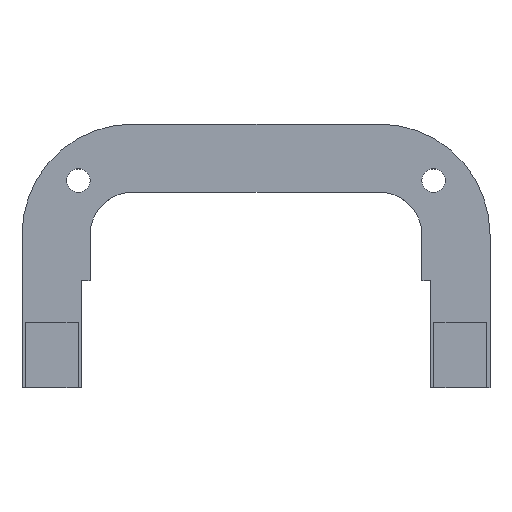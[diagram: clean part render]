
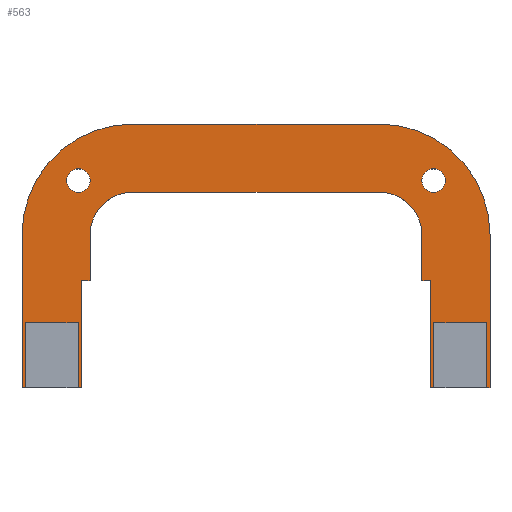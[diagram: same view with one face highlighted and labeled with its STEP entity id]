
A CAD part, top view. The second image highlights one B-rep face of the part: STEP entity #563.
In plain terms, the highlighted planar face has unit normal (0, 0, 1).
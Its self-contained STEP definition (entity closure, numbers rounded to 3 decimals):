
#17=FACE_BOUND('',#94,.T.);
#18=FACE_BOUND('',#95,.T.);
#19=CIRCLE('',#592,10.);
#21=CIRCLE('',#596,10.);
#23=CIRCLE('',#600,26.);
#25=CIRCLE('',#604,26.);
#28=CIRCLE('',#608,2.75);
#30=CIRCLE('',#611,2.75);
#63=FACE_OUTER_BOUND('',#93,.T.);
#93=EDGE_LOOP('',(#485,#486,#487,#488,#489,#490,#491,#492,#493,#494,#495,
#496,#497,#498,#499,#500,#501,#502,#503,#504,#505,#506,#507,#508));
#94=EDGE_LOOP('',(#509));
#95=EDGE_LOOP('',(#510));
#100=LINE('',#776,#166);
#105=LINE('',#787,#171);
#107=LINE('',#790,#173);
#108=LINE('',#793,#174);
#112=LINE('',#800,#178);
#116=LINE('',#809,#182);
#121=LINE('',#820,#187);
#123=LINE('',#823,#189);
#124=LINE('',#826,#190);
#128=LINE('',#833,#194);
#131=LINE('',#839,#197);
#133=LINE('',#845,#199);
#137=LINE('',#857,#203);
#141=LINE('',#869,#207);
#145=LINE('',#881,#211);
#156=LINE('',#912,#222);
#157=LINE('',#915,#223);
#159=LINE('',#919,#225);
#161=LINE('',#922,#227);
#162=LINE('',#924,#228);
#166=VECTOR('',#626,10.);
#171=VECTOR('',#635,10.);
#173=VECTOR('',#639,10.);
#174=VECTOR('',#642,10.);
#178=VECTOR('',#646,10.);
#182=VECTOR('',#652,10.);
#187=VECTOR('',#661,10.);
#189=VECTOR('',#665,10.);
#190=VECTOR('',#668,10.);
#194=VECTOR('',#672,10.);
#197=VECTOR('',#677,10.);
#199=VECTOR('',#681,10.);
#203=VECTOR('',#693,10.);
#207=VECTOR('',#705,10.);
#211=VECTOR('',#717,10.);
#222=VECTOR('',#750,10.);
#223=VECTOR('',#753,10.);
#225=VECTOR('',#757,10.);
#227=VECTOR('',#761,10.);
#228=VECTOR('',#764,10.);
#230=VERTEX_POINT('',#770);
#232=VERTEX_POINT('',#774);
#235=VERTEX_POINT('',#784);
#236=VERTEX_POINT('',#786);
#237=VERTEX_POINT('',#792);
#240=VERTEX_POINT('',#798);
#242=VERTEX_POINT('',#803);
#244=VERTEX_POINT('',#807);
#247=VERTEX_POINT('',#817);
#248=VERTEX_POINT('',#819);
#249=VERTEX_POINT('',#825);
#252=VERTEX_POINT('',#831);
#254=VERTEX_POINT('',#837);
#256=VERTEX_POINT('',#842);
#257=VERTEX_POINT('',#844);
#259=VERTEX_POINT('',#850);
#261=VERTEX_POINT('',#856);
#263=VERTEX_POINT('',#862);
#265=VERTEX_POINT('',#868);
#267=VERTEX_POINT('',#874);
#269=VERTEX_POINT('',#880);
#272=VERTEX_POINT('',#891);
#274=VERTEX_POINT('',#897);
#278=VERTEX_POINT('',#910);
#279=VERTEX_POINT('',#914);
#280=VERTEX_POINT('',#918);
#284=EDGE_CURVE('',#230,#232,#100,.T.);
#289=EDGE_CURVE('',#236,#235,#105,.T.);
#291=EDGE_CURVE('',#232,#236,#107,.T.);
#292=EDGE_CURVE('',#230,#237,#108,.T.);
#296=EDGE_CURVE('',#240,#235,#112,.T.);
#300=EDGE_CURVE('',#242,#244,#116,.T.);
#305=EDGE_CURVE('',#248,#247,#121,.T.);
#307=EDGE_CURVE('',#244,#248,#123,.T.);
#308=EDGE_CURVE('',#242,#249,#124,.T.);
#312=EDGE_CURVE('',#252,#247,#128,.T.);
#315=EDGE_CURVE('',#240,#254,#131,.T.);
#317=EDGE_CURVE('',#257,#256,#133,.T.);
#320=EDGE_CURVE('',#259,#257,#19,.T.);
#323=EDGE_CURVE('',#261,#259,#137,.T.);
#326=EDGE_CURVE('',#263,#261,#21,.T.);
#329=EDGE_CURVE('',#265,#249,#141,.T.);
#332=EDGE_CURVE('',#267,#265,#23,.T.);
#335=EDGE_CURVE('',#269,#267,#145,.T.);
#338=EDGE_CURVE('',#254,#269,#25,.T.);
#342=EDGE_CURVE('',#272,#272,#28,.T.);
#345=EDGE_CURVE('',#274,#274,#30,.T.);
#352=EDGE_CURVE('',#278,#263,#156,.T.);
#353=EDGE_CURVE('',#256,#279,#157,.T.);
#355=EDGE_CURVE('',#280,#278,#159,.T.);
#357=EDGE_CURVE('',#279,#237,#161,.T.);
#358=EDGE_CURVE('',#252,#280,#162,.T.);
#485=ORIENTED_EDGE('',*,*,#289,.T.);
#486=ORIENTED_EDGE('',*,*,#296,.F.);
#487=ORIENTED_EDGE('',*,*,#315,.T.);
#488=ORIENTED_EDGE('',*,*,#338,.T.);
#489=ORIENTED_EDGE('',*,*,#335,.T.);
#490=ORIENTED_EDGE('',*,*,#332,.T.);
#491=ORIENTED_EDGE('',*,*,#329,.T.);
#492=ORIENTED_EDGE('',*,*,#308,.F.);
#493=ORIENTED_EDGE('',*,*,#300,.T.);
#494=ORIENTED_EDGE('',*,*,#307,.T.);
#495=ORIENTED_EDGE('',*,*,#305,.T.);
#496=ORIENTED_EDGE('',*,*,#312,.F.);
#497=ORIENTED_EDGE('',*,*,#358,.T.);
#498=ORIENTED_EDGE('',*,*,#355,.T.);
#499=ORIENTED_EDGE('',*,*,#352,.T.);
#500=ORIENTED_EDGE('',*,*,#326,.T.);
#501=ORIENTED_EDGE('',*,*,#323,.T.);
#502=ORIENTED_EDGE('',*,*,#320,.T.);
#503=ORIENTED_EDGE('',*,*,#317,.T.);
#504=ORIENTED_EDGE('',*,*,#353,.T.);
#505=ORIENTED_EDGE('',*,*,#357,.T.);
#506=ORIENTED_EDGE('',*,*,#292,.F.);
#507=ORIENTED_EDGE('',*,*,#284,.T.);
#508=ORIENTED_EDGE('',*,*,#291,.T.);
#509=ORIENTED_EDGE('',*,*,#342,.T.);
#510=ORIENTED_EDGE('',*,*,#345,.T.);
#535=PLANE('',#617);
#563=ADVANCED_FACE('',(#63,#17,#18),#535,.T.);
#592=AXIS2_PLACEMENT_3D('',#851,#686,#687);
#596=AXIS2_PLACEMENT_3D('',#863,#698,#699);
#600=AXIS2_PLACEMENT_3D('',#875,#710,#711);
#604=AXIS2_PLACEMENT_3D('',#886,#722,#723);
#608=AXIS2_PLACEMENT_3D('',#893,#731,#732);
#611=AXIS2_PLACEMENT_3D('',#899,#738,#739);
#617=AXIS2_PLACEMENT_3D('',#923,#762,#763);
#626=DIRECTION('',(0.,1.,0.));
#635=DIRECTION('',(0.,-1.,0.));
#639=DIRECTION('',(1.,0.,0.));
#642=DIRECTION('',(-1.,0.,0.));
#646=DIRECTION('',(-1.,0.,0.));
#652=DIRECTION('',(0.,1.,0.));
#661=DIRECTION('',(0.,-1.,0.));
#665=DIRECTION('',(1.,0.,0.));
#668=DIRECTION('',(-1.,0.,0.));
#672=DIRECTION('',(-1.,0.,0.));
#677=DIRECTION('',(0.,1.,0.));
#681=DIRECTION('',(0.,-1.,0.));
#686=DIRECTION('center_axis',(0.,0.,-1.));
#687=DIRECTION('ref_axis',(1.,0.,0.));
#693=DIRECTION('',(1.,0.,0.));
#698=DIRECTION('center_axis',(0.,0.,-1.));
#699=DIRECTION('ref_axis',(0.,1.,0.));
#705=DIRECTION('',(0.,-1.,0.));
#710=DIRECTION('center_axis',(0.,0.,1.));
#711=DIRECTION('ref_axis',(0.,1.,0.));
#717=DIRECTION('',(-1.,0.,0.));
#722=DIRECTION('center_axis',(0.,0.,1.));
#723=DIRECTION('ref_axis',(1.,0.,0.));
#731=DIRECTION('center_axis',(0.,0.,-1.));
#732=DIRECTION('ref_axis',(1.,0.,0.));
#738=DIRECTION('center_axis',(0.,0.,-1.));
#739=DIRECTION('ref_axis',(1.,0.,0.));
#750=DIRECTION('',(0.,1.,0.));
#753=DIRECTION('',(1.,0.,0.));
#757=DIRECTION('',(1.,0.,0.));
#761=DIRECTION('',(0.,-1.,0.));
#762=DIRECTION('center_axis',(0.,0.,1.));
#763=DIRECTION('ref_axis',(1.,0.,0.));
#764=DIRECTION('',(0.,1.,0.));
#770=CARTESIAN_POINT('',(80.8,114.,16.5));
#774=CARTESIAN_POINT('',(80.8,129.3,16.5));
#776=CARTESIAN_POINT('',(80.8,89.75,16.5));
#784=CARTESIAN_POINT('',(93.2,114.,16.5));
#786=CARTESIAN_POINT('',(93.2,129.3,16.5));
#787=CARTESIAN_POINT('',(93.2,89.75,16.5));
#790=CARTESIAN_POINT('',(63.,129.3,16.5));
#792=CARTESIAN_POINT('',(80.,114.,16.5));
#793=CARTESIAN_POINT('',(39.,114.,16.5));
#798=CARTESIAN_POINT('',(94.,114.,16.5));
#800=CARTESIAN_POINT('',(39.,114.,16.5));
#803=CARTESIAN_POINT('',(-15.2,114.,16.5));
#807=CARTESIAN_POINT('',(-15.2,129.3,16.5));
#809=CARTESIAN_POINT('',(-15.2,89.75,16.5));
#817=CARTESIAN_POINT('',(-2.8,114.,16.5));
#819=CARTESIAN_POINT('',(-2.8,129.3,16.5));
#820=CARTESIAN_POINT('',(-2.8,89.75,16.5));
#823=CARTESIAN_POINT('',(15.,129.3,16.5));
#825=CARTESIAN_POINT('',(-16.,114.,16.5));
#826=CARTESIAN_POINT('',(39.,114.,16.5));
#831=CARTESIAN_POINT('',(-2.,114.,16.5));
#833=CARTESIAN_POINT('',(39.,114.,16.5));
#837=CARTESIAN_POINT('',(94.,150.,16.5));
#839=CARTESIAN_POINT('',(94.,15.25,16.5));
#842=CARTESIAN_POINT('',(78.,139.171,16.5));
#844=CARTESIAN_POINT('',(78.,150.,16.5));
#845=CARTESIAN_POINT('',(78.,107.75,16.5));
#850=CARTESIAN_POINT('',(68.,160.,16.5));
#851=CARTESIAN_POINT('Origin',(68.,150.,16.5));
#856=CARTESIAN_POINT('',(10.,160.,16.5));
#857=CARTESIAN_POINT('',(24.5,160.,16.5));
#862=CARTESIAN_POINT('',(0.,150.,16.5));
#863=CARTESIAN_POINT('Origin',(10.,150.,16.5));
#868=CARTESIAN_POINT('',(-16.,150.,16.5));
#869=CARTESIAN_POINT('',(-16.,107.75,16.5));
#874=CARTESIAN_POINT('',(10.,176.,16.5));
#875=CARTESIAN_POINT('Origin',(10.,150.,16.5));
#880=CARTESIAN_POINT('',(68.,176.,16.5));
#881=CARTESIAN_POINT('',(53.5,176.,16.5));
#886=CARTESIAN_POINT('Origin',(68.,150.,16.5));
#891=CARTESIAN_POINT('',(-5.478,162.728,16.5));
#893=CARTESIAN_POINT('Origin',(-2.728,162.728,16.5));
#897=CARTESIAN_POINT('',(77.978,162.728,16.5));
#899=CARTESIAN_POINT('Origin',(80.728,162.728,16.5));
#910=CARTESIAN_POINT('',(0.,139.171,16.5));
#912=CARTESIAN_POINT('',(0.,37.75,16.5));
#914=CARTESIAN_POINT('',(80.,139.171,16.5));
#915=CARTESIAN_POINT('',(59.5,139.171,16.5));
#918=CARTESIAN_POINT('',(-2.,139.171,16.5));
#919=CARTESIAN_POINT('',(19.5,139.171,16.5));
#922=CARTESIAN_POINT('',(80.,77.335,16.5));
#923=CARTESIAN_POINT('Origin',(39.,65.5,16.5));
#924=CARTESIAN_POINT('',(-2.,102.335,16.5));
